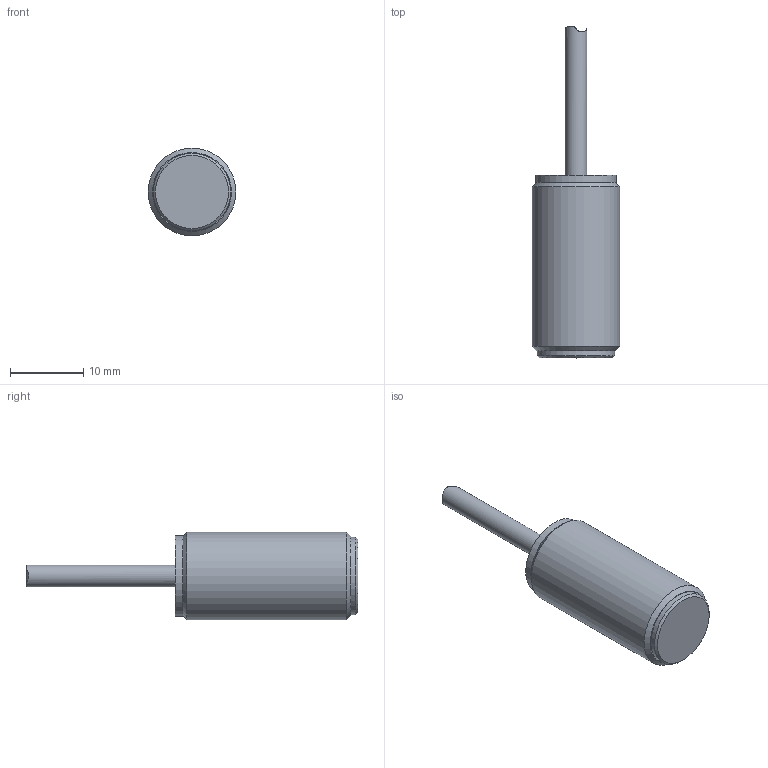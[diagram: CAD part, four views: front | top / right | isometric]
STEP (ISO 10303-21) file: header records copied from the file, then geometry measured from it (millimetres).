
FILE_DESCRIPTION(/* description */ (''),/* implementation_level */ '2;1');
FILE_NAME(/* name */ 'KX0099_Shrinkwrap_1.stp',/* time_stamp */ '2022-06-15T10:52:08+02:00',/* author */ ('Krieger Anja'),/* organization */ (''),/* preprocessor_version */ 'ST-DEVELOPER v18.1',/* originating_system */ 'Autodesk Inventor 2021',/* authorisation */ '');
FILE_SCHEMA (('AUTOMOTIVE_DESIGN { 1 0 10303 214 3 1 1 }'));
Length unit declared in the file: millimetre
Products named in the file (1): KX0099_Shrinkwrap_1
Bounding box: 12 x 45.4 x 12 mm (x, y, z)
Volume: 2911.3 mm3; surface area: 1324.2 mm2
Topology: 1 solids, 1 shells, 13 faces, 25 edges, 17 vertices
Faces by surface type: cylinder 6, plane 4, cone 3
Full cylindrical faces by diameter (mm): 3 x1, 10.6 x1, 11 x1, 12 x1
Entity records: 482 total; most frequent: CARTESIAN_POINT 116, DIRECTION 62, ORIENTED_EDGE 50, AXIS2_PLACEMENT_3D 27, EDGE_CURVE 25, VERTEX_POINT 17, EDGE_LOOP 16, STYLED_ITEM 14
